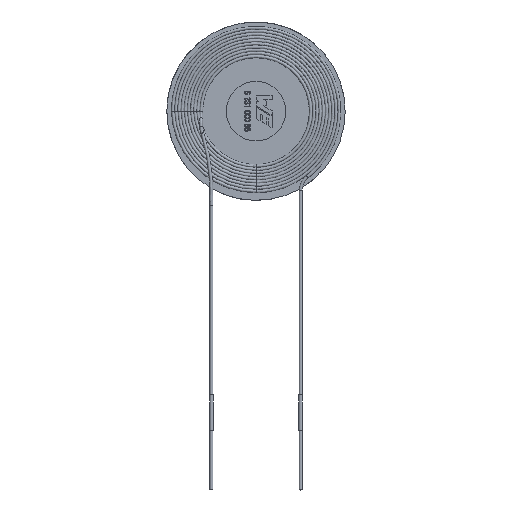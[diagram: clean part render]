
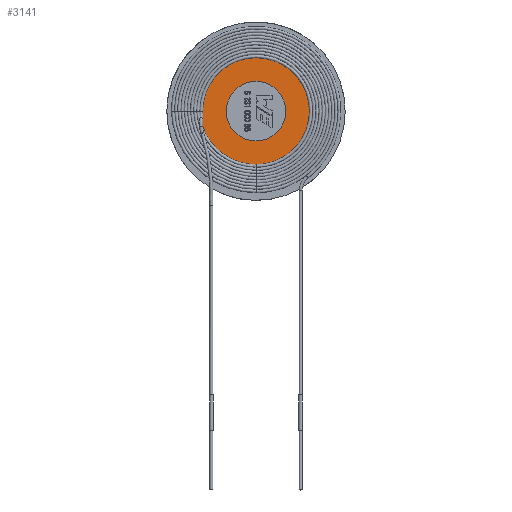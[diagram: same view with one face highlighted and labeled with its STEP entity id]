
A CAD part, top view. The second image highlights one B-rep face of the part: STEP entity #3141.
In plain terms, the highlighted planar face has unit normal (0, 0, 1).
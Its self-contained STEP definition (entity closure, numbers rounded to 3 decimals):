
#59=CIRCLE('',#3181,5.);
#94=CIRCLE('',#3280,8.98);
#95=CIRCLE('',#3282,9.526);
#961=ORIENTED_EDGE('',*,*,#1110,.T.);
#962=ORIENTED_EDGE('',*,*,#1240,.F.);
#963=ORIENTED_EDGE('',*,*,#1265,.F.);
#964=ORIENTED_EDGE('',*,*,#1263,.F.);
#1110=EDGE_CURVE('',#1391,#1391,#59,.T.);
#1240=EDGE_CURVE('',#1476,#1477,#1617,.T.);
#1263=EDGE_CURVE('',#1477,#1485,#94,.T.);
#1265=EDGE_CURVE('',#1485,#1476,#95,.T.);
#1391=VERTEX_POINT('',#5191);
#1476=VERTEX_POINT('',#6403);
#1477=VERTEX_POINT('',#6414);
#1485=VERTEX_POINT('',#7721);
#1617=B_SPLINE_CURVE_WITH_KNOTS('',3,(#6404,#6405,#6406,#6407,#6408,#6409,
#6410,#6411,#6412,#6413),.UNSPECIFIED.,.F.,.F.,(4,1,1,1,1,1,1,4),(0.001,
0.001,0.001,0.001,0.002,
0.002,0.002,0.003),
 .UNSPECIFIED.);
#1810=EDGE_LOOP('',(#961));
#1811=EDGE_LOOP('',(#962,#963,#964));
#1984=FACE_BOUND('',#1810,.T.);
#1985=FACE_BOUND('',#1811,.T.);
#2064=PLANE('',#3292);
#3141=ADVANCED_FACE('',(#1984,#1985),#2064,.T.);
#3181=AXIS2_PLACEMENT_3D('',#5190,#3413,#3414);
#3280=AXIS2_PLACEMENT_3D('',#7722,#3674,#3675);
#3282=AXIS2_PLACEMENT_3D('',#7733,#3678,#3679);
#3292=AXIS2_PLACEMENT_3D('',#9022,#3698,#3699);
#3413=DIRECTION('',(0.,0.,-1.));
#3414=DIRECTION('',(0.,-1.,0.));
#3674=DIRECTION('',(0.,0.,-1.));
#3675=DIRECTION('',(-1.,0.,0.));
#3678=DIRECTION('',(0.,0.,-1.));
#3679=DIRECTION('',(-1.,0.,0.));
#3698=DIRECTION('',(0.,0.,1.));
#3699=DIRECTION('',(1.,0.,0.));
#5190=CARTESIAN_POINT('',(0.,0.,0.));
#5191=CARTESIAN_POINT('',(0.,-5.,0.));
#6403=CARTESIAN_POINT('',(-9.393,-1.041,0.));
#6404=CARTESIAN_POINT('',(-9.392,-1.041,0.));
#6405=CARTESIAN_POINT('',(-9.368,-1.1,0.));
#6406=CARTESIAN_POINT('',(-9.318,-1.199,0.));
#6407=CARTESIAN_POINT('',(-9.176,-1.201,0.));
#6408=CARTESIAN_POINT('',(-9.085,-1.1,0.));
#6409=CARTESIAN_POINT('',(-9.032,-0.95,0.));
#6410=CARTESIAN_POINT('',(-8.989,-0.7,0.));
#6411=CARTESIAN_POINT('',(-8.979,-0.381,0.));
#6412=CARTESIAN_POINT('',(-8.98,-0.127,0.));
#6413=CARTESIAN_POINT('',(-8.98,0.,0.));
#6414=CARTESIAN_POINT('',(-8.98,0.,0.));
#7721=CARTESIAN_POINT('',(0.,-8.98,0.));
#7722=CARTESIAN_POINT('',(0.,0.,0.));
#7733=CARTESIAN_POINT('',(0.001,0.546,0.));
#9022=CARTESIAN_POINT('',(0.,0.,0.));
